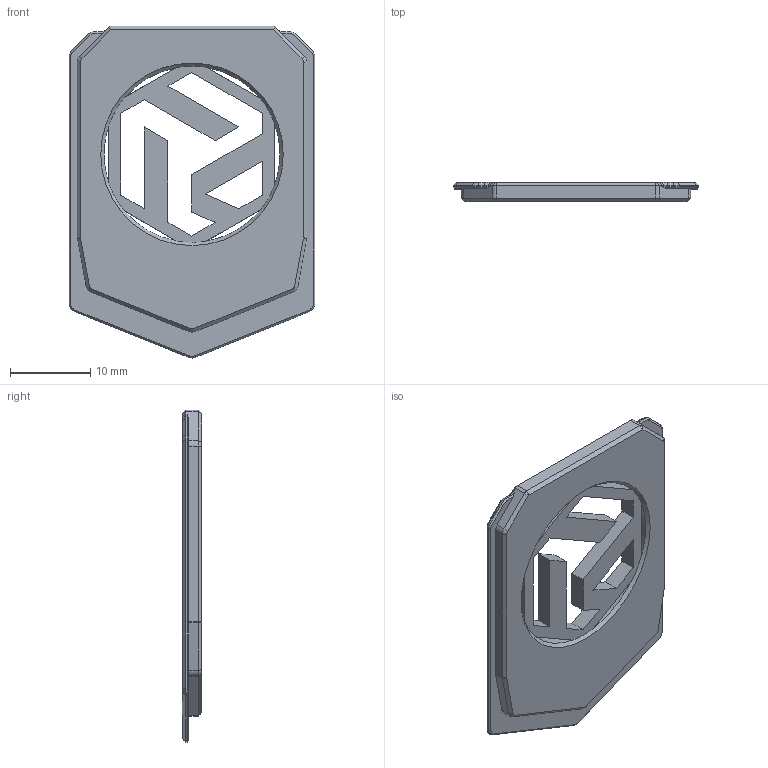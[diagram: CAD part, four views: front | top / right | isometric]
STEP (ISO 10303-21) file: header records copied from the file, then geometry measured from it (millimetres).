
FILE_DESCRIPTION(('FreeCAD Model'),'2;1');
FILE_NAME('Open CASCADE Shape Model','2025-08-30T02:03:45',(''),(''), 'Open CASCADE STEP processor 7.9','FreeCAD','Unknown');
FILE_SCHEMA(('AUTOMOTIVE_DESIGN { 1 0 10303 214 1 1 1 1 }'));
Length unit declared in the file: millimetre
Products named in the file (1): Body001
Bounding box: 30.6 x 2.4 x 41.4 mm (x, y, z)
Volume: 1884.5 mm3; surface area: 2658.7 mm2
Topology: 1 solids, 1 shells, 138 faces, 370 edges, 226 vertices
Faces by surface type: plane 50, bspline 49, cone 22, cylinder 17
Full cylindrical faces by diameter (mm): 6 x2, 21.962 x1
Entity records: 4985 total; most frequent: CARTESIAN_POINT 1900, ORIENTED_EDGE 740, DIRECTION 470, EDGE_CURVE 370, VERTEX_POINT 226, LINE 164, VECTOR 164, AXIS2_PLACEMENT_3D 153
